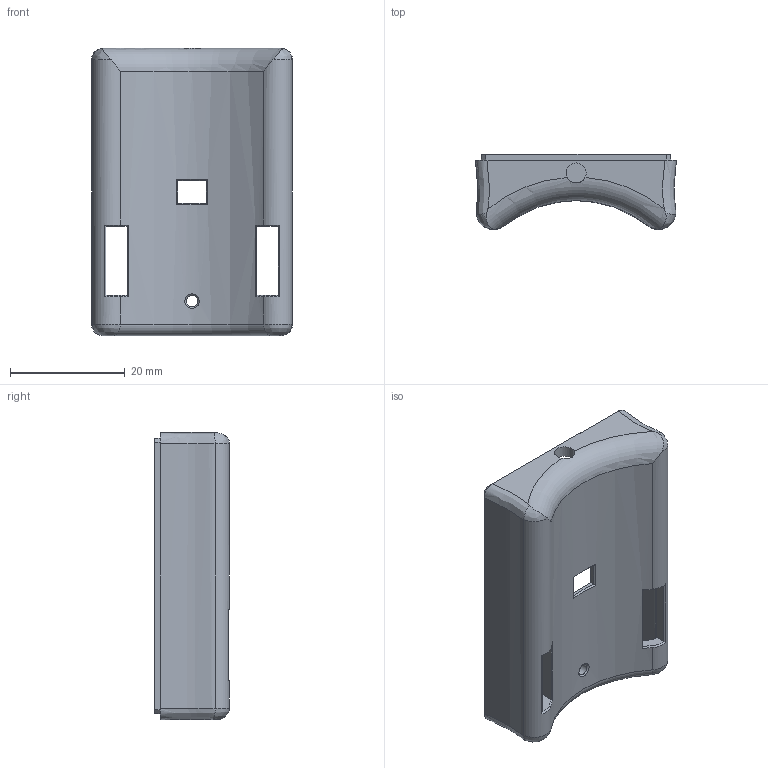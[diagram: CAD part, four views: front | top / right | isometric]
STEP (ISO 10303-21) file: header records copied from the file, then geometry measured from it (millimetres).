
FILE_DESCRIPTION(/* description */ (''),/* implementation_level */ '2;1');
FILE_NAME(/* name */ 'SensorTop_base.stp',/* time_stamp */ '2016-10-25T08:47:51+02:00',/* author */ ('Andy'),/* organization */ (''),/* preprocessor_version */ 'ST-DEVELOPER v16.1',/* originating_system */ 'Autodesk Inventor 2016',/* authorisation */ '');
FILE_SCHEMA (('AUTOMOTIVE_DESIGN { 1 0 10303 214 3 1 1 }'));
Length unit declared in the file: millimetre
Products named in the file (1): Sensor_oben
Bounding box: 34.99 x 13.05 x 50 mm (x, y, z)
Volume: 6716.9 mm3; surface area: 8107.2 mm2
Topology: 1 solids, 1 shells, 111 faces, 329 edges, 217 vertices
Faces by surface type: plane 65, cylinder 18, bspline 13, cone 10, torus 5
Full cylindrical faces by diameter (mm): 2 x1, 3.5 x1
Entity records: 4575 total; most frequent: CARTESIAN_POINT 1688, ORIENTED_EDGE 654, DIRECTION 537, EDGE_CURVE 327, VERTEX_POINT 217, AXIS2_PLACEMENT_3D 186, LINE 165, VECTOR 165
